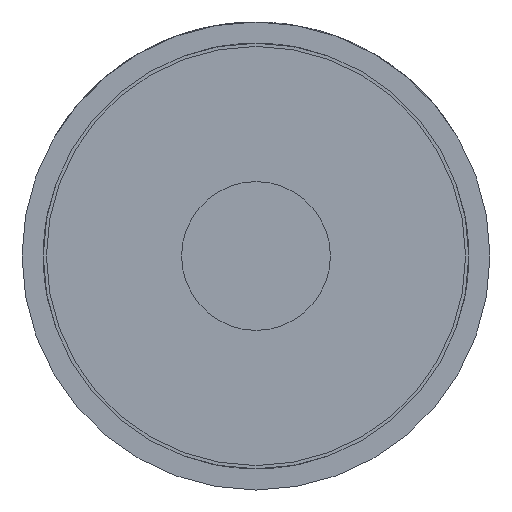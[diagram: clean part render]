
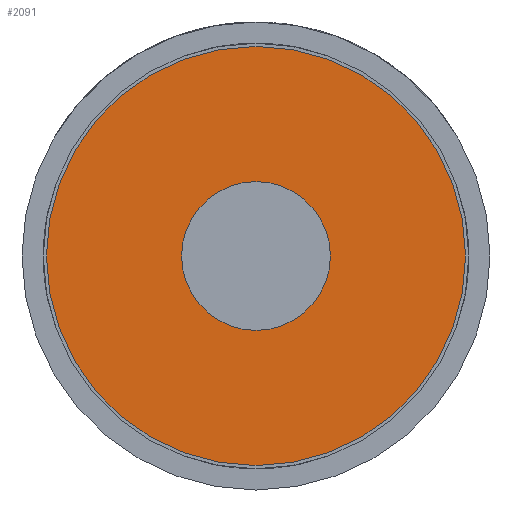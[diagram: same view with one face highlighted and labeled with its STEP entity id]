
A CAD part, front view. The second image highlights one B-rep face of the part: STEP entity #2091.
In plain terms, the highlighted planar face has unit normal (0, -1, 0).
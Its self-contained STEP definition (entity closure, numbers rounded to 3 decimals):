
#70 = EDGE_CURVE ( 'Defeature ausgef�hrt1_6+Defeature ausgef�hrt1_5+Defeature ausgef�hrt1_5+Defeature ausgef�hrt1_5', #329, #794, #1407, .T. ) ;
#120 = CARTESIAN_POINT ( 'NONE',  ( 0., -31.5, 0. ) ) ;
#329 = VERTEX_POINT ( 'NONE', #4811 ) ;
#658 = EDGE_CURVE ( 'Defeature ausgef�hrt1_19+Defeature ausgef�hrt1_5+Defeature ausgef�hrt1_5+Defeature ausgef�hrt1_5', #4701, #3477, #2586, .T. ) ;
#794 = VERTEX_POINT ( 'NONE', #2364 ) ;
#1101 = DIRECTION ( 'NONE',  ( -1., 0., 0. ) ) ;
#1117 = PLANE ( 'NONE',  #4008 ) ;
#1138 = DIRECTION ( 'NONE',  ( 0., -1., 0. ) ) ;
#1158 = AXIS2_PLACEMENT_3D ( 'NONE', #3718, #4108, #2654 ) ;
#1291 = DIRECTION ( 'NONE',  ( 0., 1., 0. ) ) ;
#1331 = EDGE_CURVE ( 'Defeature ausgef�hrt1_19+Defeature ausgef�hrt1_5+Defeature ausgef�hrt1_5+Defeature ausgef�hrt1_5', #3477, #4701, #2465, .T. ) ;
#1407 = CIRCLE ( 'NONE', #2028, 0.985 ) ;
#1483 = CARTESIAN_POINT ( 'NONE',  ( 0., -31.5, 0. ) ) ;
#1847 = DIRECTION ( 'NONE',  ( 0., 1., 0. ) ) ;
#1891 = DIRECTION ( 'NONE',  ( -1., 0., 0. ) ) ;
#2018 = CIRCLE ( 'NONE', #1158, 0.985 ) ;
#2028 = AXIS2_PLACEMENT_3D ( 'NONE', #120, #1291, #2879 ) ;
#2091 = ADVANCED_FACE ( 'Defeature ausgef�hrt1_5', ( #3248, #3563 ), #1117, .F. ) ;
#2113 = CARTESIAN_POINT ( 'NONE',  ( 0., -31.5, 0.35 ) ) ;
#2158 = ORIENTED_EDGE ( 'NONE', *, *, #3945, .F. ) ;
#2364 = CARTESIAN_POINT ( 'NONE',  ( 0.985, -31.5, 0. ) ) ;
#2465 = CIRCLE ( 'NONE', #2768, 0.35 ) ;
#2586 = CIRCLE ( 'NONE', #4978, 0.35 ) ;
#2654 = DIRECTION ( 'NONE',  ( -1., 0., 0. ) ) ;
#2768 = AXIS2_PLACEMENT_3D ( 'NONE', #3538, #1138, #3140 ) ;
#2879 = DIRECTION ( 'NONE',  ( -1., 0., 0. ) ) ;
#3115 = EDGE_LOOP ( 'NONE', ( #4792, #3612 ) ) ;
#3140 = DIRECTION ( 'NONE',  ( -1., 0., 0. ) ) ;
#3155 = CARTESIAN_POINT ( 'NONE',  ( 0., -31.5, -0.35 ) ) ;
#3248 = FACE_BOUND ( 'NONE', #3115, .T. ) ;
#3288 = ORIENTED_EDGE ( 'NONE', *, *, #70, .F. ) ;
#3408 = EDGE_LOOP ( 'NONE', ( #3288, #2158 ) ) ;
#3477 = VERTEX_POINT ( 'NONE', #2113 ) ;
#3538 = CARTESIAN_POINT ( 'NONE',  ( 0., -31.5, 0. ) ) ;
#3563 = FACE_OUTER_BOUND ( 'NONE', #3408, .T. ) ;
#3612 = ORIENTED_EDGE ( 'NONE', *, *, #658, .F. ) ;
#3718 = CARTESIAN_POINT ( 'NONE',  ( 0., -31.5, 0. ) ) ;
#3945 = EDGE_CURVE ( 'Defeature ausgef�hrt1_6+Defeature ausgef�hrt1_5+Defeature ausgef�hrt1_5+Defeature ausgef�hrt1_5', #794, #329, #2018, .T. ) ;
#4008 = AXIS2_PLACEMENT_3D ( 'NONE', #4642, #1847, #1101 ) ;
#4108 = DIRECTION ( 'NONE',  ( 0., 1., 0. ) ) ;
#4642 = CARTESIAN_POINT ( 'NONE',  ( 0.985, -31.5, 0. ) ) ;
#4656 = DIRECTION ( 'NONE',  ( 0., -1., 0. ) ) ;
#4701 = VERTEX_POINT ( 'NONE', #3155 ) ;
#4792 = ORIENTED_EDGE ( 'NONE', *, *, #1331, .F. ) ;
#4811 = CARTESIAN_POINT ( 'NONE',  ( -0.985, -31.5, 0. ) ) ;
#4978 = AXIS2_PLACEMENT_3D ( 'NONE', #1483, #4656, #1891 ) ;
